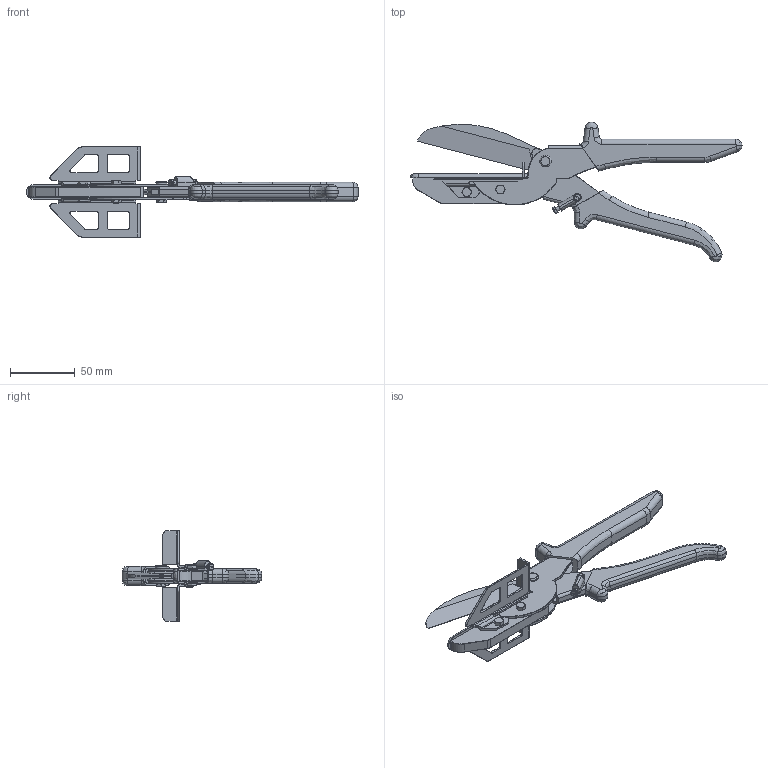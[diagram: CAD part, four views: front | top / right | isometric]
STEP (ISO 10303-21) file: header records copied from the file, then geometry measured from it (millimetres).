
FILE_DESCRIPTION (( 'STEP AP214' ), '1' );
FILE_NAME ('9501-0160.STEP', '2019-08-07T10:43:07', ( '' ), ( '' ), 'SwSTEP 2.0', 'SolidWorks 2018', '' );
FILE_SCHEMA (( 'AUTOMOTIVE_DESIGN' ));
Length unit declared in the file: inch
Products named in the file (1): 9501-0160
Bounding box: 257.3 x 108.07 x 70 mm (x, y, z)
Volume: 68360.1 mm3; surface area: 67172.1 mm2
Topology: 18 solids, 18 shells, 970 faces, 2309 edges, 1359 vertices
Faces by surface type: cylinder 364, bspline 293, plane 214, cone 60, sphere 39
Full cylindrical faces by diameter (mm): 3 x7, 4 x17, 5.5 x2, 9 x1
Entity records: 47903 total; most frequent: CARTESIAN_POINT 15028, ORIENTED_EDGE 4500, DIRECTION 3840, EDGE_CURVE 2250, AXIS2_PLACEMENT_3D 1508, VERTEX_POINT 1351, EDGE_LOOP 1049, FACE_OUTER_BOUND 997
